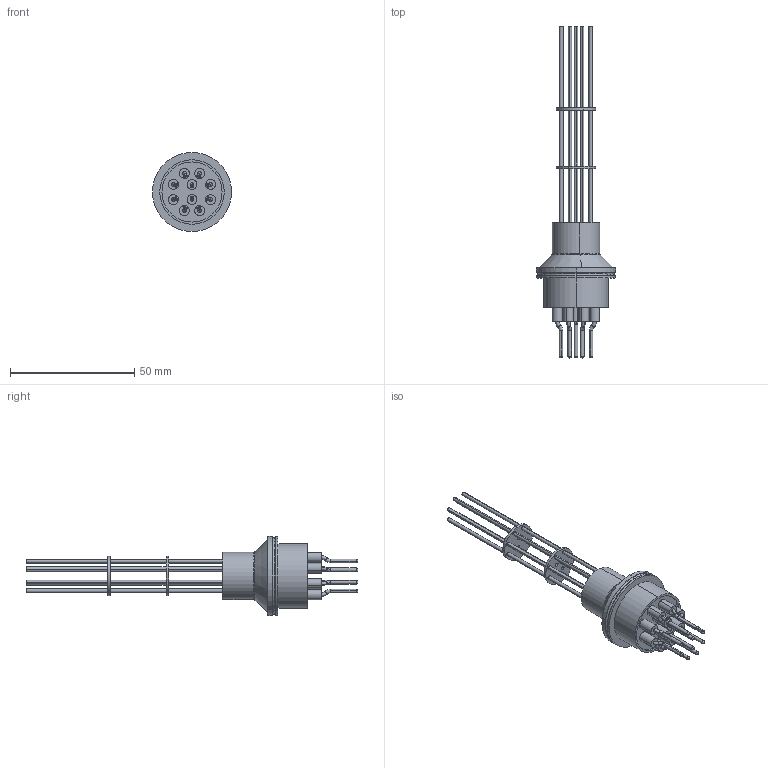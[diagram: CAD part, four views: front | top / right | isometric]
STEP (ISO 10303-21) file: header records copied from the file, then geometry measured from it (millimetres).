
FILE_DESCRIPTION (( 'STEP AP203' ), '1' );
FILE_NAME ('A0184-4-W.STEP', '2019-10-28T12:39:52', ( '' ), ( '' ), 'SwSTEP 2.0', 'SolidWorks 2019', '' );
FILE_SCHEMA (( 'CONFIG_CONTROL_DESIGN' ));
Length unit declared in the file: inch
Products named in the file (1): A0184-4-W
Bounding box: 31.75 x 133.35 x 31.75 mm (x, y, z)
Volume: 7859.2 mm3; surface area: 14911.6 mm2
Topology: 1 solids, 1 shells, 387 faces, 843 edges, 516 vertices
Faces by surface type: cylinder 199, torus 120, plane 64, cone 4
Entity records: 11070 total; most frequent: DIRECTION 2223, CARTESIAN_POINT 1909, ORIENTED_EDGE 1686, AXIS2_PLACEMENT_3D 1008, EDGE_CURVE 843, CIRCLE 620, VERTEX_POINT 516, EDGE_LOOP 489
